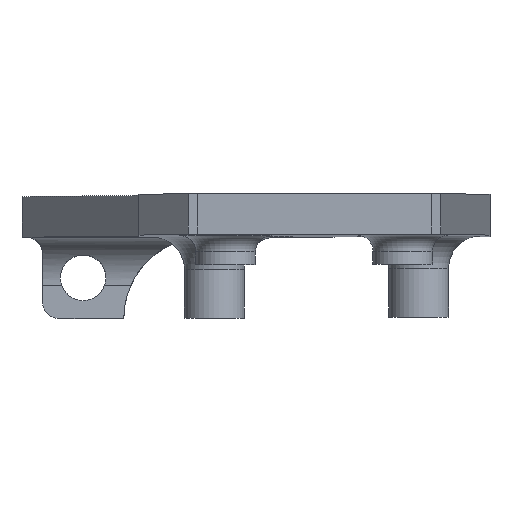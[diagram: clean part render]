
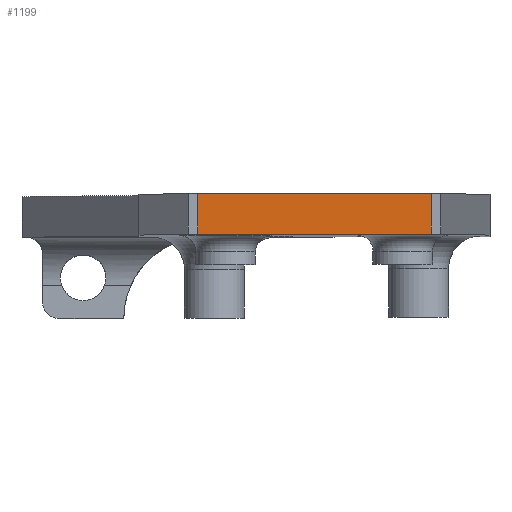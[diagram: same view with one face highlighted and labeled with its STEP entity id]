
A CAD part, top view. The second image highlights one B-rep face of the part: STEP entity #1199.
In plain terms, the highlighted planar face has unit normal (0, 0, 1).
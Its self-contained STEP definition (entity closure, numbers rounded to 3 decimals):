
#634=CARTESIAN_POINT('Vertex',(9.144,0.,43.804)) ;
#637=CARTESIAN_POINT('Line Origine',(0.,0.,43.804)) ;
#641=CARTESIAN_POINT('Vertex',(-9.144,0.,43.804)) ;
#853=CARTESIAN_POINT('Vertex',(-9.144,3.175,43.804)) ;
#856=CARTESIAN_POINT('Line Origine',(0.,3.175,43.804)) ;
#860=CARTESIAN_POINT('Vertex',(9.144,3.175,43.804)) ;
#1171=CARTESIAN_POINT('Axis2P3D Location',(-9.144,0.,43.804)) ;
#1176=CARTESIAN_POINT('Line Origine',(-9.144,1.588,43.804)) ;
#1188=CARTESIAN_POINT('Line Origine',(9.144,1.588,43.804)) ;
#639=VECTOR('Line Direction',#638,1.) ;
#858=VECTOR('Line Direction',#857,1.) ;
#1178=VECTOR('Line Direction',#1177,1.) ;
#1190=VECTOR('Line Direction',#1189,1.) ;
#638=DIRECTION('Vector Direction',(1.,0.,0.)) ;
#857=DIRECTION('Vector Direction',(1.,0.,0.)) ;
#1172=DIRECTION('Axis2P3D Direction',(0.,0.,-1.)) ;
#1173=DIRECTION('Axis2P3D XDirection',(-1.,0.,0.)) ;
#1177=DIRECTION('Vector Direction',(0.,1.,0.)) ;
#1189=DIRECTION('Vector Direction',(0.,1.,0.)) ;
#1174=AXIS2_PLACEMENT_3D('Plane Axis2P3D',#1171,#1172,#1173) ;
#640=LINE('Line',#637,#639) ;
#859=LINE('Line',#856,#858) ;
#1179=LINE('Line',#1176,#1178) ;
#1191=LINE('Line',#1188,#1190) ;
#1175=PLANE('',#1174) ;
#643=EDGE_CURVE('',#642,#635,#640,.T.) ;
#862=EDGE_CURVE('',#854,#861,#859,.T.) ;
#1180=EDGE_CURVE('',#642,#854,#1179,.T.) ;
#1192=EDGE_CURVE('',#635,#861,#1191,.T.) ;
#1194=ORIENTED_EDGE('',*,*,#1180,.F.) ;
#1195=ORIENTED_EDGE('',*,*,#643,.T.) ;
#1196=ORIENTED_EDGE('',*,*,#1192,.T.) ;
#1197=ORIENTED_EDGE('',*,*,#862,.F.) ;
#1193=EDGE_LOOP('',(#1194,#1195,#1196,#1197)) ;
#635=VERTEX_POINT('',#634) ;
#642=VERTEX_POINT('',#641) ;
#854=VERTEX_POINT('',#853) ;
#861=VERTEX_POINT('',#860) ;
#1199=ADVANCED_FACE('PartBody',(#1198),#1175,.F.) ;
#1198=FACE_OUTER_BOUND('',#1193,.T.) ;
